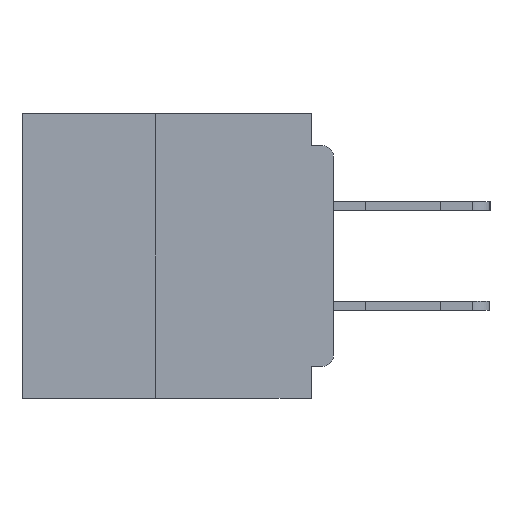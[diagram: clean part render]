
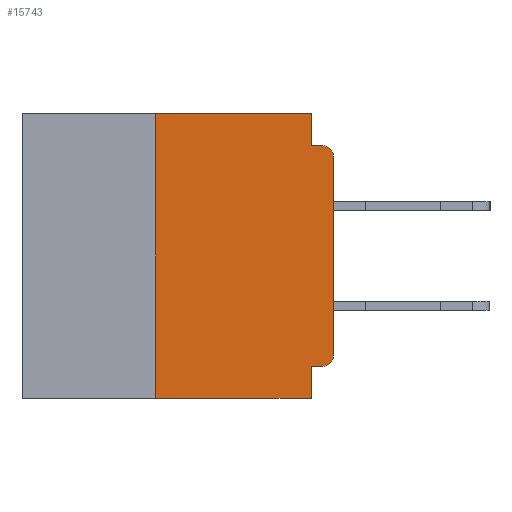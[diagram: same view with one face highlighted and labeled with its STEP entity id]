
A CAD part, left-side view. The second image highlights one B-rep face of the part: STEP entity #15743.
In plain terms, the highlighted planar face has unit normal (-1, 0, 0).
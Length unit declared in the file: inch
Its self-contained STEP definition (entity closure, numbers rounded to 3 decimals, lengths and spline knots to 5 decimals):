
#1297 = ORIENTED_EDGE ( 'NONE', *, *, #36522, .F. ) ;
#1940 = VERTEX_POINT ( 'NONE', #31049 ) ;
#2701 = ORIENTED_EDGE ( 'NONE', *, *, #21782, .T. ) ;
#3011 = AXIS2_PLACEMENT_3D ( 'NONE', #7773, #7646, #7454 ) ;
#3013 = DIRECTION ( 'NONE',  ( 0., -1., 0. ) ) ;
#3141 = CARTESIAN_POINT ( 'NONE',  ( 0., 0.437, -0.4 ) ) ;
#3555 = CIRCLE ( 'NONE', #3011, 0.015 ) ;
#4005 = EDGE_CURVE ( 'NONE', #1940, #22711, #3555, .T. ) ;
#4380 = CARTESIAN_POINT ( 'NONE',  ( 0., 0.437, 0. ) ) ;
#5016 = VERTEX_POINT ( 'NONE', #25193 ) ;
#5140 = ORIENTED_EDGE ( 'NONE', *, *, #31053, .F. ) ;
#5246 = LINE ( 'NONE', #3141, #28421 ) ;
#5491 = CARTESIAN_POINT ( 'NONE',  ( 0., 0.015, -0.34 ) ) ;
#5558 = DIRECTION ( 'NONE',  ( 0., 1., 0. ) ) ;
#5588 = EDGE_CURVE ( 'NONE', #23477, #27294, #5246, .T. ) ;
#5877 = VERTEX_POINT ( 'NONE', #14423 ) ;
#6419 = VERTEX_POINT ( 'NONE', #18574 ) ;
#6495 = VECTOR ( 'NONE', #7159, 39.37008 ) ;
#7116 = LINE ( 'NONE', #34036, #31148 ) ;
#7159 = DIRECTION ( 'NONE',  ( 0., 0., 1. ) ) ;
#7276 = CARTESIAN_POINT ( 'NONE',  ( 0., 0.031, -0.4 ) ) ;
#7454 = DIRECTION ( 'NONE',  ( 0., 0., -1. ) ) ;
#7646 = DIRECTION ( 'NONE',  ( -1., 0., 0. ) ) ;
#7716 = LINE ( 'NONE', #34704, #22845 ) ;
#7773 = CARTESIAN_POINT ( 'NONE',  ( 0., 0.015, -0.06 ) ) ;
#8510 = VERTEX_POINT ( 'NONE', #16899 ) ;
#8588 = DIRECTION ( 'NONE',  ( 0., 0., -1. ) ) ;
#10177 = EDGE_CURVE ( 'NONE', #8510, #10427, #16757, .T. ) ;
#10427 = VERTEX_POINT ( 'NONE', #24792 ) ;
#10545 = DIRECTION ( 'NONE',  ( 0., 0., -1. ) ) ;
#11355 = ORIENTED_EDGE ( 'NONE', *, *, #13735, .F. ) ;
#12813 = AXIS2_PLACEMENT_3D ( 'NONE', #4380, #28584, #10545 ) ;
#13698 = LINE ( 'NONE', #7276, #28774 ) ;
#13735 = EDGE_CURVE ( 'NONE', #34154, #27294, #13698, .T. ) ;
#14423 = CARTESIAN_POINT ( 'NONE',  ( 0., 0.031, -0.045 ) ) ;
#14494 = CARTESIAN_POINT ( 'NONE',  ( 0., 0.031, -0.4 ) ) ;
#14543 = LINE ( 'NONE', #37036, #6495 ) ;
#14560 = CARTESIAN_POINT ( 'NONE',  ( 0., 0., -0.355 ) ) ;
#15743 = ADVANCED_FACE ( 'NONE', ( #24376 ), #25559, .F. ) ;
#16051 = DIRECTION ( 'NONE',  ( 0., 0., 1. ) ) ;
#16435 = LINE ( 'NONE', #14560, #23542 ) ;
#16757 = CIRCLE ( 'NONE', #33028, 0.015 ) ;
#16899 = CARTESIAN_POINT ( 'NONE',  ( 0., 0.015, -0.355 ) ) ;
#16937 = EDGE_CURVE ( 'NONE', #5877, #22711, #36798, .T. ) ;
#17375 = VECTOR ( 'NONE', #26702, 39.37008 ) ;
#17561 = CARTESIAN_POINT ( 'NONE',  ( 0., 0.437, 0. ) ) ;
#18574 = CARTESIAN_POINT ( 'NONE',  ( 0., 0.031, 0. ) ) ;
#20772 = ORIENTED_EDGE ( 'NONE', *, *, #16937, .F. ) ;
#20982 = VECTOR ( 'NONE', #31469, 39.37008 ) ;
#21269 = ORIENTED_EDGE ( 'NONE', *, *, #10177, .T. ) ;
#21782 = EDGE_CURVE ( 'NONE', #10427, #1940, #7116, .T. ) ;
#22711 = VERTEX_POINT ( 'NONE', #23418 ) ;
#22760 = EDGE_CURVE ( 'NONE', #5016, #6419, #26381, .T. ) ;
#22845 = VECTOR ( 'NONE', #22856, 39.37008 ) ;
#22856 = DIRECTION ( 'NONE',  ( 0., 0., -1. ) ) ;
#23418 = CARTESIAN_POINT ( 'NONE',  ( 0., 0.015, -0.045 ) ) ;
#23477 = VERTEX_POINT ( 'NONE', #29915 ) ;
#23542 = VECTOR ( 'NONE', #5558, 39.37008 ) ;
#24376 = FACE_OUTER_BOUND ( 'NONE', #36190, .T. ) ;
#24792 = CARTESIAN_POINT ( 'NONE',  ( 0., 0., -0.34 ) ) ;
#25193 = CARTESIAN_POINT ( 'NONE',  ( 0., 0.25, 0. ) ) ;
#25559 = PLANE ( 'NONE',  #12813 ) ;
#26381 = LINE ( 'NONE', #17561, #17375 ) ;
#26439 = ORIENTED_EDGE ( 'NONE', *, *, #5588, .T. ) ;
#26650 = DIRECTION ( 'NONE',  ( -1., 0., 0. ) ) ;
#26702 = DIRECTION ( 'NONE',  ( 0., -1., 0. ) ) ;
#27294 = VERTEX_POINT ( 'NONE', #14494 ) ;
#28421 = VECTOR ( 'NONE', #3013, 39.37008 ) ;
#28497 = CARTESIAN_POINT ( 'NONE',  ( 0., 0., -0.045 ) ) ;
#28584 = DIRECTION ( 'NONE',  ( 1., 0., 0. ) ) ;
#28774 = VECTOR ( 'NONE', #34334, 39.37008 ) ;
#29691 = ORIENTED_EDGE ( 'NONE', *, *, #34569, .F. ) ;
#29915 = CARTESIAN_POINT ( 'NONE',  ( 0., 0.25, -0.4 ) ) ;
#31049 = CARTESIAN_POINT ( 'NONE',  ( 0., 0., -0.06 ) ) ;
#31053 = EDGE_CURVE ( 'NONE', #8510, #34154, #16435, .T. ) ;
#31148 = VECTOR ( 'NONE', #16051, 39.37008 ) ;
#31469 = DIRECTION ( 'NONE',  ( 0., -1., 0. ) ) ;
#31549 = ORIENTED_EDGE ( 'NONE', *, *, #22760, .F. ) ;
#32924 = CARTESIAN_POINT ( 'NONE',  ( 0., 0.031, -0.355 ) ) ;
#33028 = AXIS2_PLACEMENT_3D ( 'NONE', #5491, #26650, #8588 ) ;
#34036 = CARTESIAN_POINT ( 'NONE',  ( 0., 0., 0. ) ) ;
#34154 = VERTEX_POINT ( 'NONE', #32924 ) ;
#34334 = DIRECTION ( 'NONE',  ( 0., 0., -1. ) ) ;
#34569 = EDGE_CURVE ( 'NONE', #6419, #5877, #7716, .T. ) ;
#34704 = CARTESIAN_POINT ( 'NONE',  ( 0., 0.031, 0. ) ) ;
#35669 = ORIENTED_EDGE ( 'NONE', *, *, #4005, .T. ) ;
#36190 = EDGE_LOOP ( 'NONE', ( #2701, #35669, #20772, #29691, #31549, #1297, #26439, #11355, #5140, #21269 ) ) ;
#36522 = EDGE_CURVE ( 'NONE', #23477, #5016, #14543, .T. ) ;
#36798 = LINE ( 'NONE', #28497, #20982 ) ;
#37036 = CARTESIAN_POINT ( 'NONE',  ( 0., 0.25, -0.4 ) ) ;
